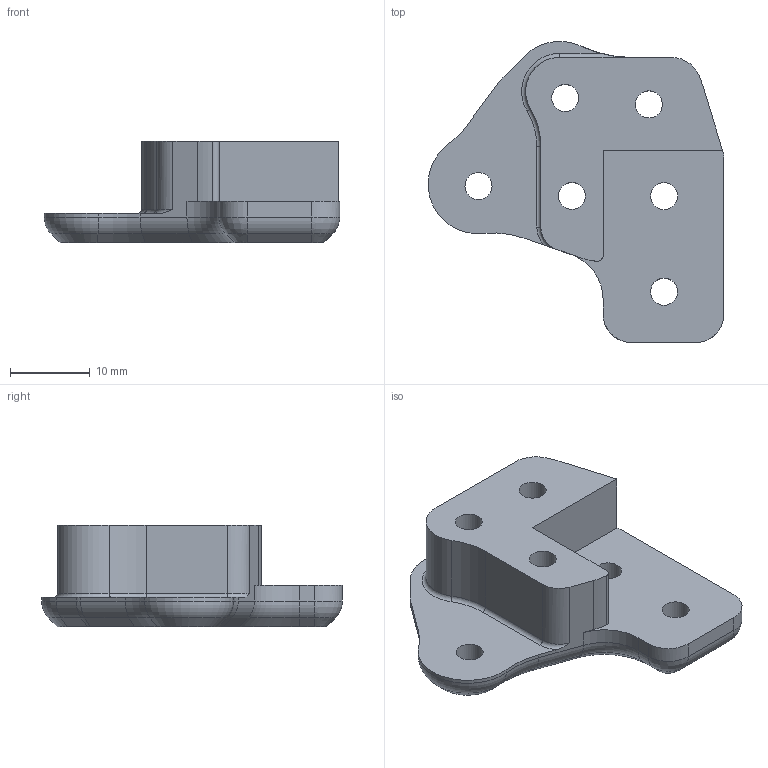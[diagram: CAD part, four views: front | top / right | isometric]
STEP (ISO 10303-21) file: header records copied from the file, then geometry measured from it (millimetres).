
FILE_DESCRIPTION(/* description */ (''),/* implementation_level */ '2;1');
FILE_NAME(/* name */ 'XY_Joint_R_Upper_x1.step',/* time_stamp */ '2022-01-19T14:22:53-06:00',/* author */ (''),/* organization */ (''),/* preprocessor_version */ 'ST-DEVELOPER v18.1',/* originating_system */ 'Autodesk Translation Framework v10.10.0.1391',/* authorisation */ '');
FILE_SCHEMA (('AUTOMOTIVE_DESIGN { 1 0 10303 214 3 1 1 }'));
Length unit declared in the file: millimetre
Products named in the file (1): XY_Joint_R_Upper
Bounding box: 37.1 x 37.78 x 12.77 mm (x, y, z)
Volume: 6385.5 mm3; surface area: 3499.4 mm2
Topology: 1 solids, 1 shells, 93 faces, 221 edges, 129 vertices
Faces by surface type: cylinder 33, plane 23, cone 18, torus 10, bspline 9
Full cylindrical faces by diameter (mm): 3.4 x6, 6 x2
Entity records: 3215 total; most frequent: CARTESIAN_POINT 995, DIRECTION 479, ORIENTED_EDGE 440, EDGE_CURVE 220, AXIS2_PLACEMENT_3D 184, VERTEX_POINT 129, LINE 111, VECTOR 111
